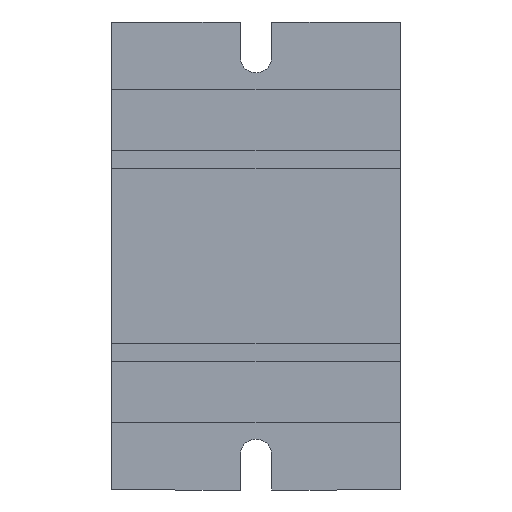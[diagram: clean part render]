
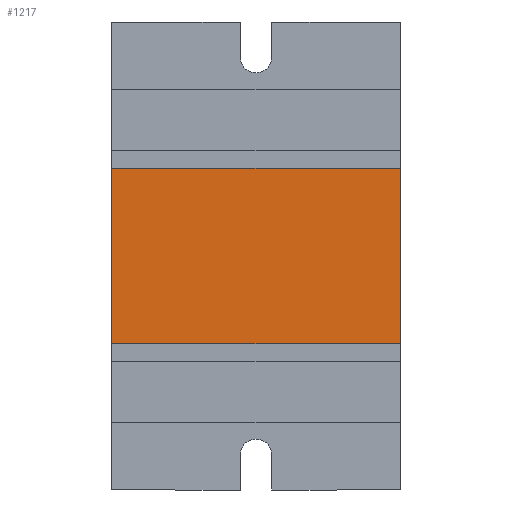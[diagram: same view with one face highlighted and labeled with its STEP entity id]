
A CAD part, front view. The second image highlights one B-rep face of the part: STEP entity #1217.
In plain terms, the highlighted planar face has unit normal (0, -1, 0).
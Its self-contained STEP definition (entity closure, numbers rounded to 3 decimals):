
#26 = DIRECTION ( 'NONE',  ( 0., 0., 1. ) ) ;
#135 = VERTEX_POINT ( 'NONE', #3796 ) ;
#498 = CARTESIAN_POINT ( 'NONE',  ( 24.7, -1.5, -30. ) ) ;
#600 = LINE ( 'NONE', #2333, #1488 ) ;
#638 = CARTESIAN_POINT ( 'NONE',  ( -24.7, -1.5, -30. ) ) ;
#678 = DIRECTION ( 'NONE',  ( -1., 0., 0. ) ) ;
#684 = DIRECTION ( 'NONE',  ( 0., 0., -1. ) ) ;
#729 = EDGE_LOOP ( 'NONE', ( #3062, #1699, #3763, #3037 ) ) ;
#903 = EDGE_CURVE ( 'NONE', #2289, #1178, #3614, .T. ) ;
#1176 = DIRECTION ( 'NONE',  ( -1., 0., 0. ) ) ;
#1178 = VERTEX_POINT ( 'NONE', #2462 ) ;
#1185 = DIRECTION ( 'NONE',  ( 0., 0., 1. ) ) ;
#1217 = ADVANCED_FACE ( 'NONE', ( #2975 ), #3131, .T. ) ;
#1368 = VECTOR ( 'NONE', #678, 1000. ) ;
#1464 = EDGE_CURVE ( 'NONE', #1178, #2927, #2614, .T. ) ;
#1488 = VECTOR ( 'NONE', #1176, 1000. ) ;
#1681 = LINE ( 'NONE', #498, #3236 ) ;
#1699 = ORIENTED_EDGE ( 'NONE', *, *, #1464, .F. ) ;
#1816 = CARTESIAN_POINT ( 'NONE',  ( -24.7, -1.5, 16.5 ) ) ;
#1903 = CARTESIAN_POINT ( 'NONE',  ( 29.541, -1.5, -16.5 ) ) ;
#1911 = CARTESIAN_POINT ( 'NONE',  ( 24.7, -1.5, -30. ) ) ;
#2167 = DIRECTION ( 'NONE',  ( 0., -1., 0. ) ) ;
#2289 = VERTEX_POINT ( 'NONE', #3416 ) ;
#2333 = CARTESIAN_POINT ( 'NONE',  ( 29.541, -1.5, 16.5 ) ) ;
#2462 = CARTESIAN_POINT ( 'NONE',  ( -24.7, -1.5, -16.5 ) ) ;
#2614 = LINE ( 'NONE', #638, #3594 ) ;
#2802 = AXIS2_PLACEMENT_3D ( 'NONE', #1911, #2167, #684 ) ;
#2927 = VERTEX_POINT ( 'NONE', #1816 ) ;
#2975 = FACE_OUTER_BOUND ( 'NONE', #729, .T. ) ;
#3037 = ORIENTED_EDGE ( 'NONE', *, *, #3254, .T. ) ;
#3062 = ORIENTED_EDGE ( 'NONE', *, *, #3793, .T. ) ;
#3131 = PLANE ( 'NONE',  #2802 ) ;
#3236 = VECTOR ( 'NONE', #26, 1000. ) ;
#3254 = EDGE_CURVE ( 'NONE', #2289, #135, #1681, .T. ) ;
#3416 = CARTESIAN_POINT ( 'NONE',  ( 24.7, -1.5, -16.5 ) ) ;
#3594 = VECTOR ( 'NONE', #1185, 1000. ) ;
#3614 = LINE ( 'NONE', #1903, #1368 ) ;
#3763 = ORIENTED_EDGE ( 'NONE', *, *, #903, .F. ) ;
#3793 = EDGE_CURVE ( 'NONE', #135, #2927, #600, .T. ) ;
#3796 = CARTESIAN_POINT ( 'NONE',  ( 24.7, -1.5, 16.5 ) ) ;
